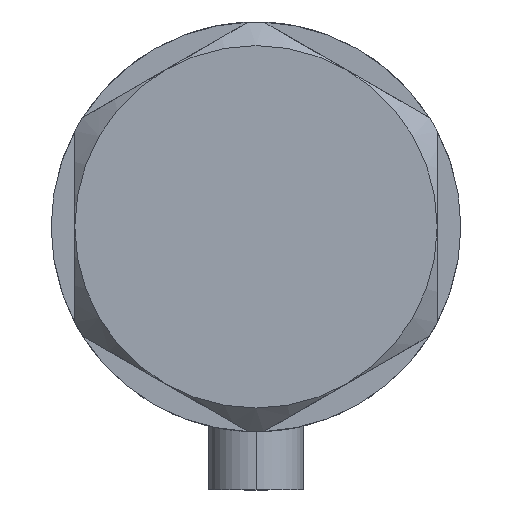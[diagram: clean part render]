
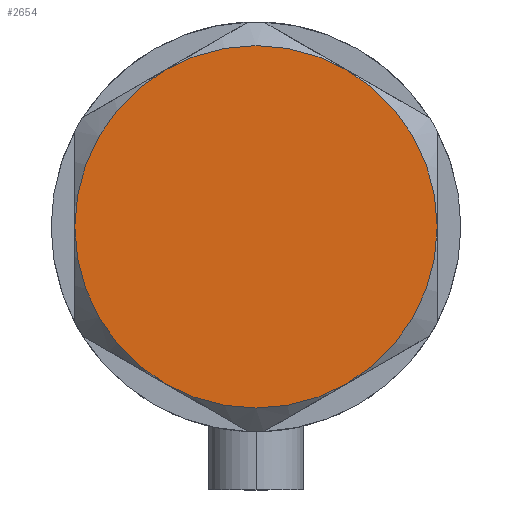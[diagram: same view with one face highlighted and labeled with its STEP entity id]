
A CAD part, left-side view. The second image highlights one B-rep face of the part: STEP entity #2654.
In plain terms, the highlighted face is planar.
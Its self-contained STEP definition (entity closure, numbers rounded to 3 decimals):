
#237 = DIRECTION ( 'NONE',  ( 0., 0., 1. ) ) ;
#261 = DIRECTION ( 'NONE',  ( 1., 0., 0. ) ) ;
#325 = VERTEX_POINT ( 'NONE', #1924 ) ;
#630 = DIRECTION ( 'NONE',  ( 1., 0., 0. ) ) ;
#639 = AXIS2_PLACEMENT_3D ( 'NONE', #4209, #3444, #630 ) ;
#678 = VERTEX_POINT ( 'NONE', #3756 ) ;
#693 = CARTESIAN_POINT ( 'NONE',  ( 0., 0., 9. ) ) ;
#705 = AXIS2_PLACEMENT_3D ( 'NONE', #4333, #237, #3102 ) ;
#735 = AXIS2_PLACEMENT_3D ( 'NONE', #4500, #5001, #3395 ) ;
#753 = EDGE_CURVE ( 'NONE', #2584, #678, #2559, .T. ) ;
#787 = EDGE_CURVE ( 'NONE', #678, #4548, #1291, .T. ) ;
#818 = EDGE_CURVE ( 'NONE', #1886, #325, #2051, .T. ) ;
#1130 = CARTESIAN_POINT ( 'NONE',  ( 0., 0., 9. ) ) ;
#1291 = CIRCLE ( 'NONE', #705, 23. ) ;
#1440 = CARTESIAN_POINT ( 'NONE',  ( 0., 0., 9. ) ) ;
#1444 = EDGE_CURVE ( 'NONE', #4548, #1886, #1798, .T. ) ;
#1596 = EDGE_LOOP ( 'NONE', ( #2445, #3525, #5108, #4336, #4457, #1916 ) ) ;
#1798 = CIRCLE ( 'NONE', #2313, 23. ) ;
#1810 = FACE_OUTER_BOUND ( 'NONE', #1596, .T. ) ;
#1849 = EDGE_CURVE ( 'NONE', #325, #2620, #2822, .T. ) ;
#1886 = VERTEX_POINT ( 'NONE', #4790 ) ;
#1916 = ORIENTED_EDGE ( 'NONE', *, *, #753, .T. ) ;
#1924 = CARTESIAN_POINT ( 'NONE',  ( -11.5, 19.919, 9. ) ) ;
#2051 = CIRCLE ( 'NONE', #2809, 23. ) ;
#2165 = CIRCLE ( 'NONE', #735, 23. ) ;
#2313 = AXIS2_PLACEMENT_3D ( 'NONE', #693, #4794, #2379 ) ;
#2347 = DIRECTION ( 'NONE',  ( 0., 0., 1. ) ) ;
#2379 = DIRECTION ( 'NONE',  ( 1., 0., 0. ) ) ;
#2445 = ORIENTED_EDGE ( 'NONE', *, *, #787, .T. ) ;
#2559 = CIRCLE ( 'NONE', #3811, 23. ) ;
#2584 = VERTEX_POINT ( 'NONE', #2896 ) ;
#2620 = VERTEX_POINT ( 'NONE', #2657 ) ;
#2626 = DIRECTION ( 'NONE',  ( 1., 0., 0. ) ) ;
#2654 = ADVANCED_FACE ( 'NONE', ( #1810 ), #3389, .T. ) ;
#2657 = CARTESIAN_POINT ( 'NONE',  ( -23., 0., 9. ) ) ;
#2809 = AXIS2_PLACEMENT_3D ( 'NONE', #3522, #4641, #261 ) ;
#2822 = CIRCLE ( 'NONE', #3991, 23. ) ;
#2896 = CARTESIAN_POINT ( 'NONE',  ( -11.5, -19.919, 9. ) ) ;
#3102 = DIRECTION ( 'NONE',  ( 1., 0., 0. ) ) ;
#3210 = DIRECTION ( 'NONE',  ( 1., 0., 0. ) ) ;
#3389 = PLANE ( 'NONE',  #639 ) ;
#3395 = DIRECTION ( 'NONE',  ( 1., 0., 0. ) ) ;
#3444 = DIRECTION ( 'NONE',  ( 0., 0., 1. ) ) ;
#3522 = CARTESIAN_POINT ( 'NONE',  ( 0., 0., 9. ) ) ;
#3525 = ORIENTED_EDGE ( 'NONE', *, *, #1444, .T. ) ;
#3756 = CARTESIAN_POINT ( 'NONE',  ( 11.5, -19.919, 9. ) ) ;
#3811 = AXIS2_PLACEMENT_3D ( 'NONE', #1440, #2347, #2626 ) ;
#3974 = DIRECTION ( 'NONE',  ( 0., 0., 1. ) ) ;
#3991 = AXIS2_PLACEMENT_3D ( 'NONE', #1130, #3974, #3210 ) ;
#3999 = EDGE_CURVE ( 'NONE', #2620, #2584, #2165, .T. ) ;
#4209 = CARTESIAN_POINT ( 'NONE',  ( 0., 0., 9. ) ) ;
#4333 = CARTESIAN_POINT ( 'NONE',  ( 0., 0., 9. ) ) ;
#4336 = ORIENTED_EDGE ( 'NONE', *, *, #1849, .T. ) ;
#4457 = ORIENTED_EDGE ( 'NONE', *, *, #3999, .T. ) ;
#4500 = CARTESIAN_POINT ( 'NONE',  ( 0., 0., 9. ) ) ;
#4544 = CARTESIAN_POINT ( 'NONE',  ( 23., 0., 9. ) ) ;
#4548 = VERTEX_POINT ( 'NONE', #4544 ) ;
#4641 = DIRECTION ( 'NONE',  ( 0., 0., 1. ) ) ;
#4790 = CARTESIAN_POINT ( 'NONE',  ( 11.5, 19.919, 9. ) ) ;
#4794 = DIRECTION ( 'NONE',  ( 0., 0., 1. ) ) ;
#5001 = DIRECTION ( 'NONE',  ( 0., 0., 1. ) ) ;
#5108 = ORIENTED_EDGE ( 'NONE', *, *, #818, .T. ) ;
